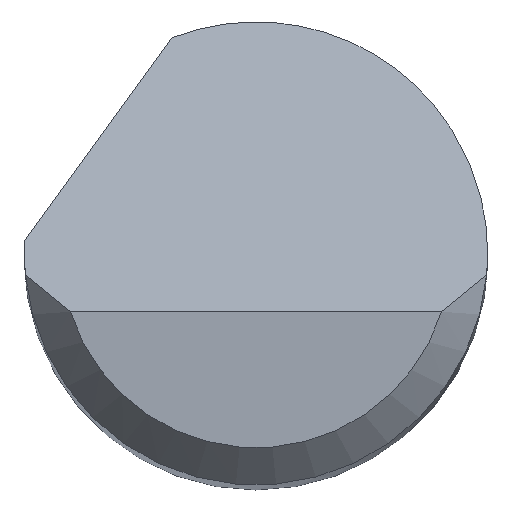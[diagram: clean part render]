
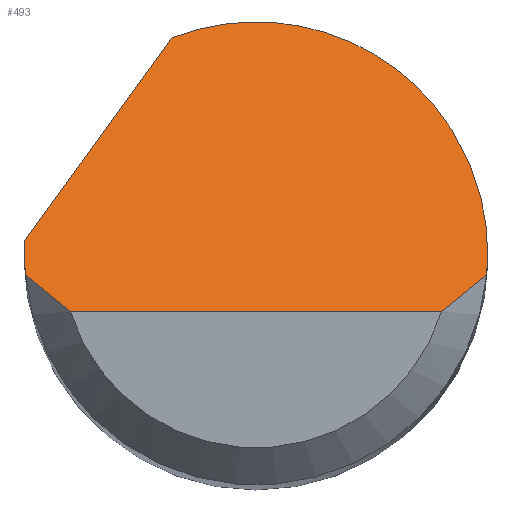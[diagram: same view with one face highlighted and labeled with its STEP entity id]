
A CAD part, top view. The second image highlights one B-rep face of the part: STEP entity #493.
In plain terms, the highlighted planar face has unit normal (0, 0.707, 0.707).
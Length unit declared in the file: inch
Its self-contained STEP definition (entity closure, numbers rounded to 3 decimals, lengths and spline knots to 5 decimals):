
#2 = CARTESIAN_POINT ( 'NONE',  ( -0.09375, 0., 1.47625 ) ) ;
#5 = CARTESIAN_POINT ( 'NONE',  ( 0., -0.02375, 1.5 ) ) ;
#7 = ORIENTED_EDGE ( 'NONE', *, *, #139, .T. ) ;
#31 = CARTESIAN_POINT ( 'NONE',  ( 0.07508, -0.02375, 1.5 ) ) ;
#44 =( BOUNDED_CURVE ( )  B_SPLINE_CURVE ( 3, ( #718, #601, #665, #207 ),
 .UNSPECIFIED., .F., .T. ) 
 B_SPLINE_CURVE_WITH_KNOTS ( ( 4, 4 ),
 ( 5.91277, 7.85398 ),
 .UNSPECIFIED. ) 
 CURVE ( )  GEOMETRIC_REPRESENTATION_ITEM ( )  RATIONAL_B_SPLINE_CURVE ( ( 1., 0.71, 0.71, 1. ) ) 
 REPRESENTATION_ITEM ( '' )  );
#47 = FACE_OUTER_BOUND ( 'NONE', #213, .T. ) ;
#50 = CARTESIAN_POINT ( 'NONE',  ( -0.09334, -0.00875, 1.485 ) ) ;
#60 = CARTESIAN_POINT ( 'NONE',  ( -0.11014, -0.01781, 1.49406 ) ) ;
#89 = CARTESIAN_POINT ( 'NONE',  ( 0.08761, -0.01397, 1.49022 ) ) ;
#107 = CARTESIAN_POINT ( 'NONE',  ( -0.03394, 0.08739, 1.38886 ) ) ;
#129 = CARTESIAN_POINT ( 'NONE',  ( -0.09375, 0., 1.47625 ) ) ;
#139 = EDGE_CURVE ( 'NONE', #563, #376, #574, .T. ) ;
#155 = ORIENTED_EDGE ( 'NONE', *, *, #585, .F. ) ;
#160 = EDGE_CURVE ( 'NONE', #793, #472, #674, .T. ) ;
#170 = EDGE_CURVE ( 'NONE', #720, #411, #774, .T. ) ;
#178 = CARTESIAN_POINT ( 'NONE',  ( 0.09375, -0.00292, 1.47917 ) ) ;
#196 = CARTESIAN_POINT ( 'NONE',  ( -0.08761, -0.01397, 1.49022 ) ) ;
#207 = CARTESIAN_POINT ( 'NONE',  ( 0.09375, 0., 1.47625 ) ) ;
#213 = EDGE_LOOP ( 'NONE', ( #7, #630, #155, #510, #672, #787, #745, #250 ) ) ;
#216 = DIRECTION ( 'NONE',  ( 0., 0.707, -0.707 ) ) ;
#242 = VECTOR ( 'NONE', #640, 39.37008 ) ;
#250 = ORIENTED_EDGE ( 'NONE', *, *, #746, .T. ) ;
#252 = CARTESIAN_POINT ( 'NONE',  ( -0.09361, -0.00584, 1.48209 ) ) ;
#273 = CARTESIAN_POINT ( 'NONE',  ( 0.08157, -0.019, 1.49525 ) ) ;
#288 = B_SPLINE_CURVE_WITH_KNOTS ( 'NONE', 3,
 ( #31, #273, #89, #410 ),
 .UNSPECIFIED., .F., .F.,
 ( 4, 4 ),
 ( 0., 0.00071 ),
 .UNSPECIFIED. ) ;
#292 =( BOUNDED_CURVE ( )  B_SPLINE_CURVE ( 3, ( #439, #178, #433, #503 ),
 .UNSPECIFIED., .F., .T. ) 
 B_SPLINE_CURVE_WITH_KNOTS ( ( 4, 4 ),
 ( 1.5708, 1.66427 ),
 .UNSPECIFIED. ) 
 CURVE ( )  GEOMETRIC_REPRESENTATION_ITEM ( )  RATIONAL_B_SPLINE_CURVE ( ( 1., 0.999, 0.999, 1. ) ) 
 REPRESENTATION_ITEM ( '' )  );
#326 =( BOUNDED_CURVE ( )  B_SPLINE_CURVE ( 3, ( #129, #571, #647, #499 ),
 .UNSPECIFIED., .F., .T. ) 
 B_SPLINE_CURVE_WITH_KNOTS ( ( 4, 4 ),
 ( 4.71239, 4.76575 ),
 .UNSPECIFIED. ) 
 CURVE ( )  GEOMETRIC_REPRESENTATION_ITEM ( )  RATIONAL_B_SPLINE_CURVE ( ( 1., 1., 1., 1. ) ) 
 REPRESENTATION_ITEM ( '' )  );
#345 = CARTESIAN_POINT ( 'NONE',  ( -0.09375, 0., 1.47625 ) ) ;
#373 = CARTESIAN_POINT ( 'NONE',  ( 0.09375, 0., 1.47625 ) ) ;
#376 = VERTEX_POINT ( 'NONE', #741 ) ;
#390 = VERTEX_POINT ( 'NONE', #398 ) ;
#398 = CARTESIAN_POINT ( 'NONE',  ( 0.09334, -0.00875, 1.485 ) ) ;
#410 = CARTESIAN_POINT ( 'NONE',  ( 0.09334, -0.00875, 1.485 ) ) ;
#411 = VERTEX_POINT ( 'NONE', #107 ) ;
#419 = PLANE ( 'NONE',  #505 ) ;
#433 = CARTESIAN_POINT ( 'NONE',  ( 0.09361, -0.00584, 1.48209 ) ) ;
#438 = B_SPLINE_CURVE_WITH_KNOTS ( 'NONE', 3,
 ( #525, #196, #796, #454 ),
 .UNSPECIFIED., .F., .F.,
 ( 4, 4 ),
 ( 0., 0.00071 ),
 .UNSPECIFIED. ) ;
#439 = CARTESIAN_POINT ( 'NONE',  ( 0.09375, 0., 1.47625 ) ) ;
#443 = CARTESIAN_POINT ( 'NONE',  ( -0.09334, -0.00875, 1.485 ) ) ;
#446 = CARTESIAN_POINT ( 'NONE',  ( -0.07508, -0.02375, 1.5 ) ) ;
#454 = CARTESIAN_POINT ( 'NONE',  ( -0.07508, -0.02375, 1.5 ) ) ;
#463 = CARTESIAN_POINT ( 'NONE',  ( -0.09362, 0.005, 1.47125 ) ) ;
#472 = VERTEX_POINT ( 'NONE', #345 ) ;
#493 = ADVANCED_FACE ( 'NONE', ( #47 ), #419, .F. ) ;
#499 = CARTESIAN_POINT ( 'NONE',  ( -0.09362, 0.005, 1.47125 ) ) ;
#503 = CARTESIAN_POINT ( 'NONE',  ( 0.09334, -0.00875, 1.485 ) ) ;
#505 = AXIS2_PLACEMENT_3D ( 'NONE', #751, #815, #216 ) ;
#508 = CARTESIAN_POINT ( 'NONE',  ( -0.09375, -0.00292, 1.47917 ) ) ;
#510 = ORIENTED_EDGE ( 'NONE', *, *, #715, .F. ) ;
#525 = CARTESIAN_POINT ( 'NONE',  ( -0.09334, -0.00875, 1.485 ) ) ;
#536 = EDGE_CURVE ( 'NONE', #472, #720, #326, .T. ) ;
#540 = VERTEX_POINT ( 'NONE', #373 ) ;
#563 = VERTEX_POINT ( 'NONE', #446 ) ;
#571 = CARTESIAN_POINT ( 'NONE',  ( -0.09375, 0.00167, 1.47458 ) ) ;
#574 = LINE ( 'NONE', #5, #242 ) ;
#585 = EDGE_CURVE ( 'NONE', #540, #390, #292, .T. ) ;
#588 = VECTOR ( 'NONE', #648, 39.37008 ) ;
#601 = CARTESIAN_POINT ( 'NONE',  ( 0.03379, 0.11369, 1.36256 ) ) ;
#630 = ORIENTED_EDGE ( 'NONE', *, *, #728, .T. ) ;
#640 = DIRECTION ( 'NONE',  ( 1., 0., 0. ) ) ;
#647 = CARTESIAN_POINT ( 'NONE',  ( -0.09371, 0.00333, 1.47292 ) ) ;
#648 = DIRECTION ( 'NONE',  ( 0.456, 0.629, -0.629 ) ) ;
#665 = CARTESIAN_POINT ( 'NONE',  ( 0.09375, 0.07266, 1.40359 ) ) ;
#672 = ORIENTED_EDGE ( 'NONE', *, *, #170, .F. ) ;
#674 =( BOUNDED_CURVE ( )  B_SPLINE_CURVE ( 3, ( #443, #252, #508, #2 ),
 .UNSPECIFIED., .F., .T. ) 
 B_SPLINE_CURVE_WITH_KNOTS ( ( 4, 4 ),
 ( 4.61892, 4.71239 ),
 .UNSPECIFIED. ) 
 CURVE ( )  GEOMETRIC_REPRESENTATION_ITEM ( )  RATIONAL_B_SPLINE_CURVE ( ( 1., 0.999, 0.999, 1. ) ) 
 REPRESENTATION_ITEM ( '' )  );
#715 = EDGE_CURVE ( 'NONE', #411, #540, #44, .T. ) ;
#718 = CARTESIAN_POINT ( 'NONE',  ( -0.03394, 0.08739, 1.38886 ) ) ;
#720 = VERTEX_POINT ( 'NONE', #463 ) ;
#728 = EDGE_CURVE ( 'NONE', #376, #390, #288, .T. ) ;
#741 = CARTESIAN_POINT ( 'NONE',  ( 0.07508, -0.02375, 1.5 ) ) ;
#745 = ORIENTED_EDGE ( 'NONE', *, *, #160, .F. ) ;
#746 = EDGE_CURVE ( 'NONE', #793, #563, #438, .T. ) ;
#751 = CARTESIAN_POINT ( 'NONE',  ( -0.09375, -0.02375, 1.5 ) ) ;
#774 = LINE ( 'NONE', #60, #588 ) ;
#787 = ORIENTED_EDGE ( 'NONE', *, *, #536, .F. ) ;
#793 = VERTEX_POINT ( 'NONE', #50 ) ;
#796 = CARTESIAN_POINT ( 'NONE',  ( -0.08157, -0.019, 1.49525 ) ) ;
#815 = DIRECTION ( 'NONE',  ( 0., -0.707, -0.707 ) ) ;
